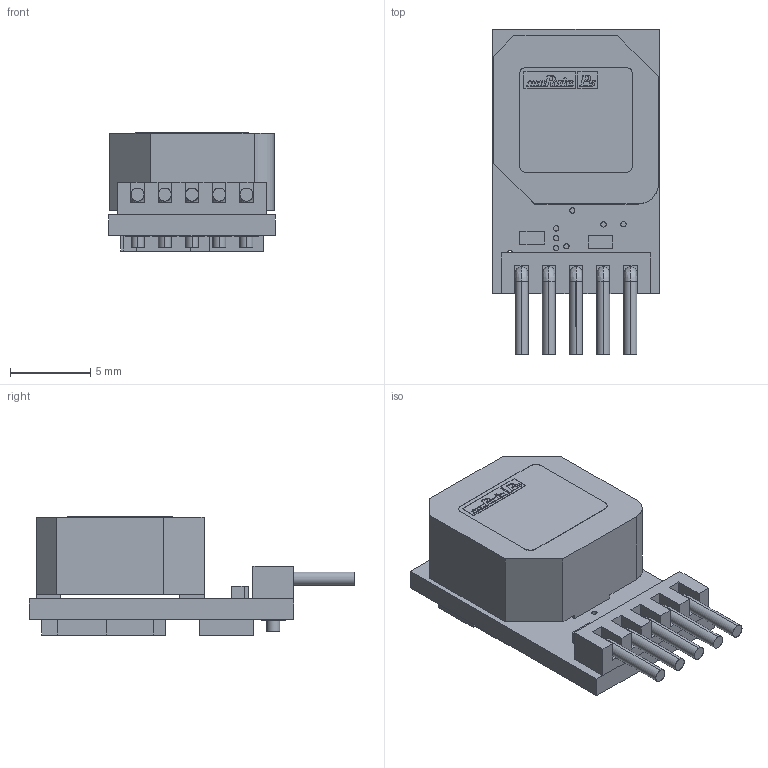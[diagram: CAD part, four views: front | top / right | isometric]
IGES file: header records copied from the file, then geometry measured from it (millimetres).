
Start section: SolidWorks IGES file using analytic representation for surfaces
Global section: file name: okr_t10_w12_a.igs; native system: SolidWorks 2013; preprocessor: SolidWorks 2013; author: dbrennan; date: 140723.161559; units: inch
Bounding box: 10.41 x 20.32 x 7.44 mm (x, y, z)
Surface area: 1225.9 mm2 (no closed solid volume)
Topology: 0 solids, 0 shells, 307 faces, 3046 edges, 3046 vertices
Faces by surface type: bspline 215, revolution 92
